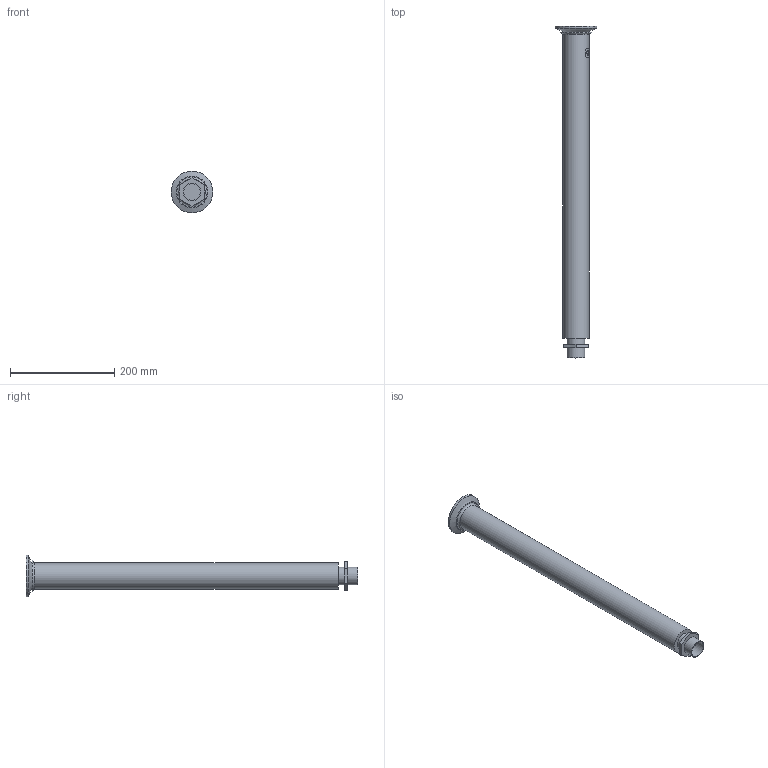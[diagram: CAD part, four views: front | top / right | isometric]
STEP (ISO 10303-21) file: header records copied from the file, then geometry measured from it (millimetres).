
FILE_DESCRIPTION(/* description */ (''),/* implementation_level */ '2;1');
FILE_NAME(/* name */ '50891_Lava 60-10.stp',/* time_stamp */ '2015-06-08T11:32:45+02:00',/* author */ ('guzb562'),/* organization */ (''),/* preprocessor_version */ 'ST-DEVELOPER v15.6',/* originating_system */ 'Autodesk Inventor 2015',/* authorisation */ '');
FILE_SCHEMA (('AUTOMOTIVE_DESIGN { 1 0 10303 214 3 1 1 }'));
Length unit declared in the file: millimetre
Products named in the file (1): Lava 45-10 E
Bounding box: 80 x 636 x 80 mm (x, y, z)
Volume: 1158901.1 mm3; surface area: 122386.6 mm2
Topology: 1 solids, 1 shells, 227 faces, 596 edges, 398 vertices
Faces by surface type: plane 115, bspline 79, cylinder 32, torus 1
Full cylindrical faces by diameter (mm): 31.406 x1, 33.7 x2, 50 x1, 61 x1, 80 x1
Entity records: 9026 total; most frequent: CARTESIAN_POINT 3790, ORIENTED_EDGE 1168, DIRECTION 885, EDGE_CURVE 584, VERTEX_POINT 394, AXIS2_PLACEMENT_3D 317, EDGE_LOOP 262, LINE 251
